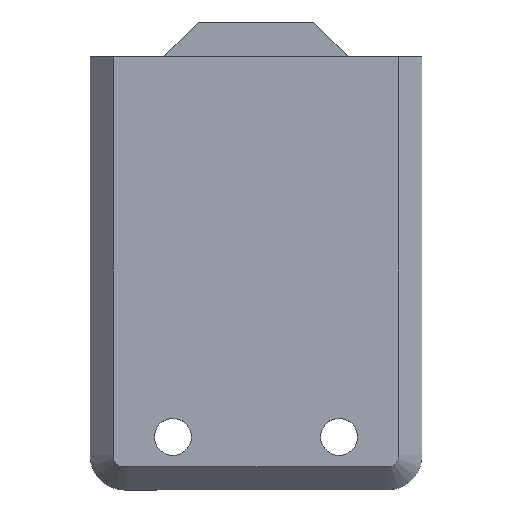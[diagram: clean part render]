
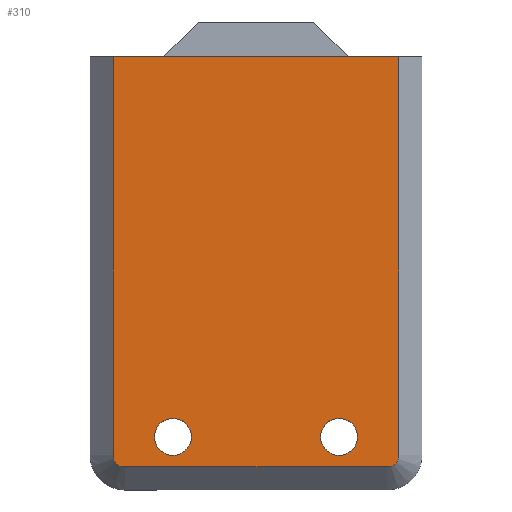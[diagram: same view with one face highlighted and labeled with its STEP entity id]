
A CAD part, top view. The second image highlights one B-rep face of the part: STEP entity #310.
In plain terms, the highlighted planar face has unit normal (0, 0, 1).
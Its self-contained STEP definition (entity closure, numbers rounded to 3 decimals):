
#50=FACE_BOUND('',#95,.T.);
#51=FACE_BOUND('',#96,.T.);
#54=CIRCLE('',#341,1.);
#56=CIRCLE('',#345,1.);
#58=CIRCLE('',#349,1.6);
#59=CIRCLE('',#350,1.6);
#80=FACE_OUTER_BOUND('',#94,.T.);
#94=EDGE_LOOP('',(#252,#253,#254,#255,#256,#257));
#95=EDGE_LOOP('',(#258));
#96=EDGE_LOOP('',(#259));
#116=LINE('',#484,#144);
#119=LINE('',#495,#147);
#123=LINE('',#507,#151);
#125=LINE('',#510,#153);
#144=VECTOR('',#388,10.);
#147=VECTOR('',#399,10.);
#151=VECTOR('',#411,10.);
#153=VECTOR('',#415,10.);
#167=VERTEX_POINT('',#477);
#170=VERTEX_POINT('',#482);
#172=VERTEX_POINT('',#487);
#174=VERTEX_POINT('',#493);
#176=VERTEX_POINT('',#499);
#178=VERTEX_POINT('',#505);
#179=VERTEX_POINT('',#511);
#180=VERTEX_POINT('',#513);
#196=EDGE_CURVE('',#170,#167,#116,.T.);
#198=EDGE_CURVE('',#172,#170,#54,.T.);
#201=EDGE_CURVE('',#174,#172,#119,.T.);
#204=EDGE_CURVE('',#176,#174,#56,.T.);
#207=EDGE_CURVE('',#178,#176,#123,.T.);
#209=EDGE_CURVE('',#178,#167,#125,.T.);
#210=EDGE_CURVE('',#179,#179,#58,.T.);
#211=EDGE_CURVE('',#180,#180,#59,.T.);
#252=ORIENTED_EDGE('',*,*,#209,.T.);
#253=ORIENTED_EDGE('',*,*,#196,.F.);
#254=ORIENTED_EDGE('',*,*,#198,.F.);
#255=ORIENTED_EDGE('',*,*,#201,.F.);
#256=ORIENTED_EDGE('',*,*,#204,.F.);
#257=ORIENTED_EDGE('',*,*,#207,.F.);
#258=ORIENTED_EDGE('',*,*,#210,.T.);
#259=ORIENTED_EDGE('',*,*,#211,.T.);
#298=PLANE('',#348);
#310=ADVANCED_FACE('',(#80,#50,#51),#298,.T.);
#341=AXIS2_PLACEMENT_3D('',#489,#392,#393);
#345=AXIS2_PLACEMENT_3D('',#501,#404,#405);
#348=AXIS2_PLACEMENT_3D('',#509,#413,#414);
#349=AXIS2_PLACEMENT_3D('',#512,#416,#417);
#350=AXIS2_PLACEMENT_3D('',#514,#418,#419);
#388=DIRECTION('',(0.,1.,0.));
#392=DIRECTION('center_axis',(0.,0.,-1.));
#393=DIRECTION('ref_axis',(-1.,0.,0.));
#399=DIRECTION('',(-1.,0.,0.));
#404=DIRECTION('center_axis',(0.,0.,-1.));
#405=DIRECTION('ref_axis',(0.,-1.,0.));
#411=DIRECTION('',(0.,-1.,0.));
#413=DIRECTION('center_axis',(0.,0.,1.));
#414=DIRECTION('ref_axis',(1.,0.,0.));
#415=DIRECTION('',(-1.,0.,0.));
#416=DIRECTION('center_axis',(0.,0.,-1.));
#417=DIRECTION('ref_axis',(-1.,0.,0.));
#418=DIRECTION('center_axis',(0.,0.,-1.));
#419=DIRECTION('ref_axis',(-1.,0.,0.));
#477=CARTESIAN_POINT('',(-1.,37.6,2.));
#482=CARTESIAN_POINT('',(-1.,3.,2.));
#484=CARTESIAN_POINT('',(-1.,30.,2.));
#487=CARTESIAN_POINT('',(0.,2.,2.));
#489=CARTESIAN_POINT('Origin',(0.,3.,2.));
#493=CARTESIAN_POINT('',(22.8,2.,2.));
#495=CARTESIAN_POINT('',(5.7,2.,2.));
#499=CARTESIAN_POINT('',(23.8,3.,2.));
#501=CARTESIAN_POINT('Origin',(22.8,3.,2.));
#505=CARTESIAN_POINT('',(23.8,37.6,2.));
#507=CARTESIAN_POINT('',(23.8,12.7,2.));
#509=CARTESIAN_POINT('Origin',(11.4,22.4,2.));
#510=CARTESIAN_POINT('',(25.8,37.6,2.));
#511=CARTESIAN_POINT('',(5.793,4.6,2.));
#512=CARTESIAN_POINT('Origin',(4.193,4.6,2.));
#513=CARTESIAN_POINT('',(20.207,4.6,2.));
#514=CARTESIAN_POINT('Origin',(18.607,4.6,2.));
